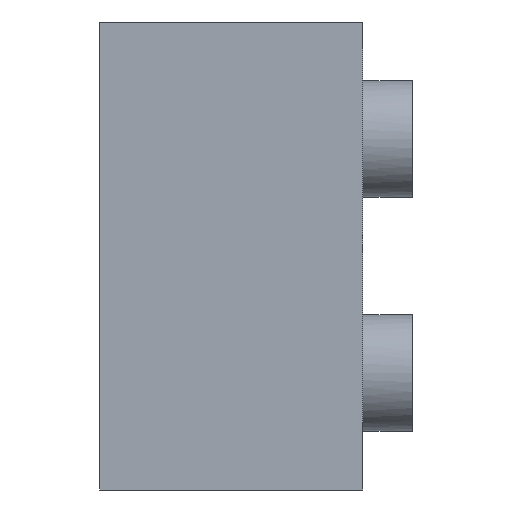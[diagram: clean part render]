
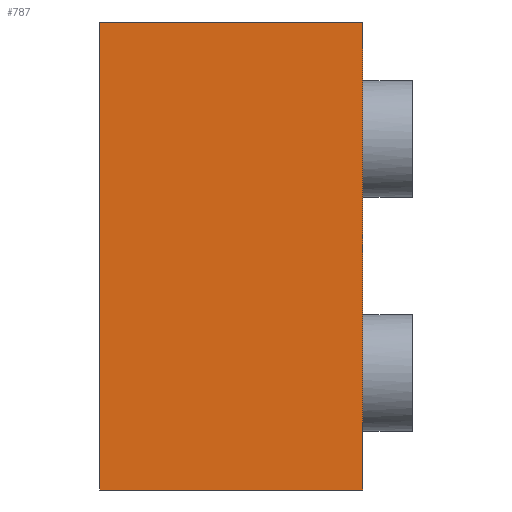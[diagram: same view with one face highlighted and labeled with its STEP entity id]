
A CAD part, left-side view. The second image highlights one B-rep face of the part: STEP entity #787.
In plain terms, the highlighted free-form (B-spline) face has degree [1, 1] with [2, 2] control points.
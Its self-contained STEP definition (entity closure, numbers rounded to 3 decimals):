
#751 = EDGE_CURVE('',#752,#754,#756,.T.);
#752 = VERTEX_POINT('',#753);
#753 = CARTESIAN_POINT('',(0.,-4.151,16.603));
#754 = VERTEX_POINT('',#755);
#755 = CARTESIAN_POINT('',(0.,-4.151,0.));
#756 = B_SPLINE_CURVE_WITH_KNOTS('',1,(#757,#758),.UNSPECIFIED.,.F.,.F.,
  (2,2),(0.,16.),.PIECEWISE_BEZIER_KNOTS.);
#757 = CARTESIAN_POINT('',(0.,-4.151,16.603));
#758 = CARTESIAN_POINT('',(0.,-4.151,0.));
#787 = ADVANCED_FACE('',(#788),#810,.T.);
#788 = FACE_BOUND('',#789,.T.);
#789 = EDGE_LOOP('',(#790,#797,#804,#809));
#790 = ORIENTED_EDGE('',*,*,#791,.F.);
#791 = EDGE_CURVE('',#792,#752,#794,.T.);
#792 = VERTEX_POINT('',#793);
#793 = CARTESIAN_POINT('',(0.,5.188,16.603));
#794 = B_SPLINE_CURVE_WITH_KNOTS('',1,(#795,#796),.UNSPECIFIED.,.F.,.F.,
  (2,2),(-5.,4.),.PIECEWISE_BEZIER_KNOTS.);
#795 = CARTESIAN_POINT('',(0.,5.188,16.603));
#796 = CARTESIAN_POINT('',(0.,-4.151,16.603));
#797 = ORIENTED_EDGE('',*,*,#798,.F.);
#798 = EDGE_CURVE('',#799,#792,#801,.T.);
#799 = VERTEX_POINT('',#800);
#800 = CARTESIAN_POINT('',(0.,5.188,0.));
#801 = B_SPLINE_CURVE_WITH_KNOTS('',1,(#802,#803),.UNSPECIFIED.,.F.,.F.,
  (2,2),(-16.,0.),.PIECEWISE_BEZIER_KNOTS.);
#802 = CARTESIAN_POINT('',(0.,5.188,0.));
#803 = CARTESIAN_POINT('',(0.,5.188,16.603));
#804 = ORIENTED_EDGE('',*,*,#805,.F.);
#805 = EDGE_CURVE('',#754,#799,#806,.T.);
#806 = B_SPLINE_CURVE_WITH_KNOTS('',1,(#807,#808),.UNSPECIFIED.,.F.,.F.,
  (2,2),(-4.,5.),.PIECEWISE_BEZIER_KNOTS.);
#807 = CARTESIAN_POINT('',(0.,-4.151,0.));
#808 = CARTESIAN_POINT('',(0.,5.188,0.));
#809 = ORIENTED_EDGE('',*,*,#751,.F.);
#810 = B_SPLINE_SURFACE_WITH_KNOTS('',1,1,(
    (#811,#812)
    ,(#813,#814
    )),.UNSPECIFIED.,.F.,.F.,.F.,(2,2),(2,2),(0.,16.),(-4.,
    5.),.PIECEWISE_BEZIER_KNOTS.);
#811 = CARTESIAN_POINT('',(0.,-4.151,0.));
#812 = CARTESIAN_POINT('',(0.,5.188,0.));
#813 = CARTESIAN_POINT('',(0.,-4.151,16.603));
#814 = CARTESIAN_POINT('',(0.,5.188,16.603));
